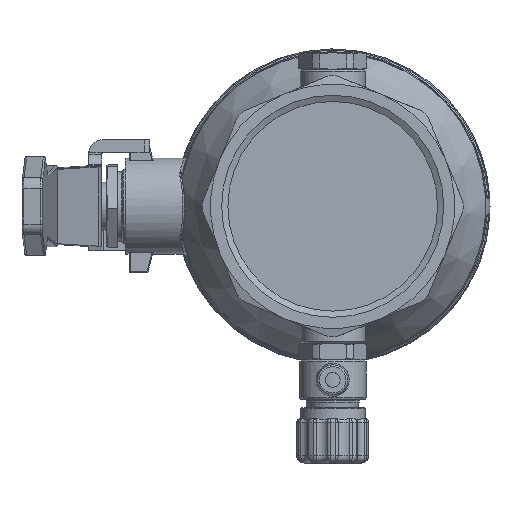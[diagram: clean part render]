
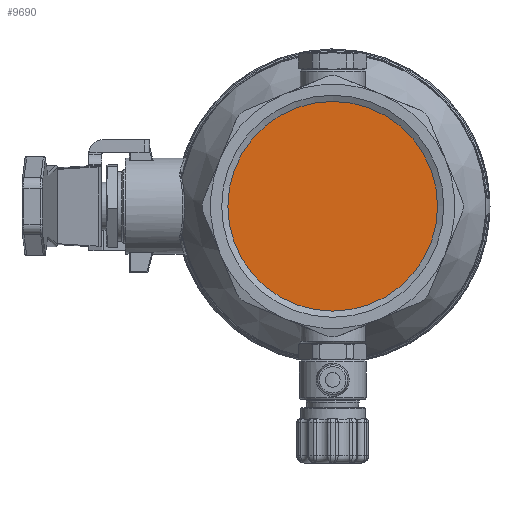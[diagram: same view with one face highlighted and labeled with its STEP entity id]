
A CAD part, left-side view. The second image highlights one B-rep face of the part: STEP entity #9690.
In plain terms, the highlighted planar face has unit normal (-1, 0, 0).
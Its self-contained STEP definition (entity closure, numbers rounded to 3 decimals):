
#343 = PLANE ( 'NONE',  #9498 ) ;
#761 = FACE_OUTER_BOUND ( 'NONE', #3665, .T. ) ;
#3665 = EDGE_LOOP ( 'NONE', ( #24247 ) ) ;
#5197 = CARTESIAN_POINT ( 'NONE',  ( -53.029, 28.328, 0. ) ) ;
#9498 = AXIS2_PLACEMENT_3D ( 'NONE', #25871, #35458, #38328 ) ;
#9690 = ADVANCED_FACE ( 'NONE', ( #761 ), #343, .T. ) ;
#17749 = AXIS2_PLACEMENT_3D ( 'NONE', #20219, #39467, #27223 ) ;
#20219 = CARTESIAN_POINT ( 'NONE',  ( -53.029, 0., 0. ) ) ;
#24247 = ORIENTED_EDGE ( 'NONE', *, *, #39709, .F. ) ;
#24260 = VERTEX_POINT ( 'NONE', #5197 ) ;
#25871 = CARTESIAN_POINT ( 'NONE',  ( -53.029, 0., 0. ) ) ;
#27223 = DIRECTION ( 'NONE',  ( 0., 1., 0. ) ) ;
#35419 = CIRCLE ( 'NONE', #17749, 28.328 ) ;
#35458 = DIRECTION ( 'NONE',  ( -1., 0., 0. ) ) ;
#38328 = DIRECTION ( 'NONE',  ( 0., 1., 0. ) ) ;
#39467 = DIRECTION ( 'NONE',  ( 1., 0., 0. ) ) ;
#39709 = EDGE_CURVE ( 'NONE', #24260, #24260, #35419, .T. ) ;
